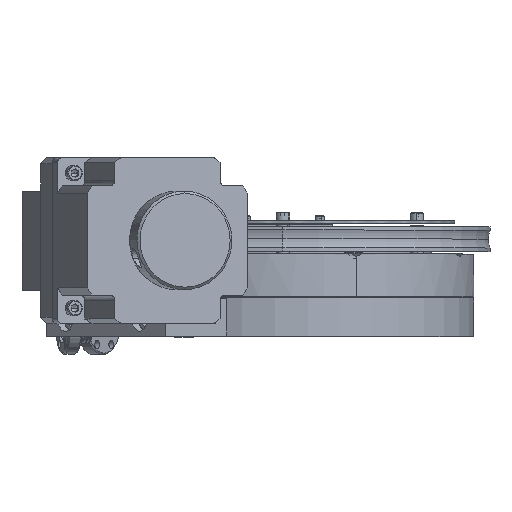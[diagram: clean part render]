
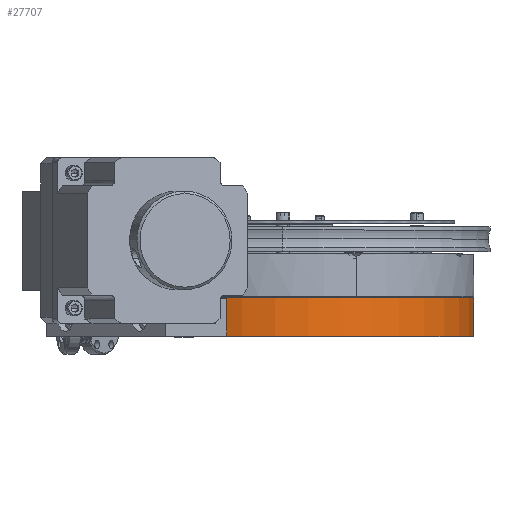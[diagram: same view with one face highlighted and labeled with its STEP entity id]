
A CAD part, top view. The second image highlights one B-rep face of the part: STEP entity #27707.
In plain terms, the highlighted cylindrical face has radius 98.425 mm (diameter 196.85 mm), a partial arc.
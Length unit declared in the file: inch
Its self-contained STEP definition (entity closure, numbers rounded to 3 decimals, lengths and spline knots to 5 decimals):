
#6918 = CIRCLE ( 'NONE', #98747, 3.875 ) ;
#6927 = LINE ( 'NONE', #7853, #6928 ) ;
#6928 = VECTOR ( 'NONE', #7855, 39.37008 ) ;
#6930 = LINE ( 'NONE', #7859, #6931 ) ;
#6931 = VECTOR ( 'NONE', #7860, 39.37008 ) ;
#6932 = CIRCLE ( 'NONE', #98755, 3.875 ) ;
#7828 = CARTESIAN_POINT ( 'NONE',  ( 0., 0.78, 0. ) ) ;
#7832 = DIRECTION ( 'NONE',  ( 0., 1., 0. ) ) ;
#7833 = DIRECTION ( 'NONE',  ( -0.383, 0., 0.924 ) ) ;
#7853 = CARTESIAN_POINT ( 'NONE',  ( 1.4829, 0., -3.58003 ) ) ;
#7854 = CARTESIAN_POINT ( 'NONE',  ( 0., 0., 0. ) ) ;
#7855 = DIRECTION ( 'NONE',  ( 0., 1., 0. ) ) ;
#7856 = DIRECTION ( 'NONE',  ( 0., 1., 0. ) ) ;
#7857 = DIRECTION ( 'NONE',  ( -0.383, 0., 0.924 ) ) ;
#7859 = CARTESIAN_POINT ( 'NONE',  ( -1.4829, 0., 3.58003 ) ) ;
#7860 = DIRECTION ( 'NONE',  ( 0., 1., 0. ) ) ;
#16102 = CARTESIAN_POINT ( 'NONE',  ( -1.4829, 0., 3.58003 ) ) ;
#16103 = CARTESIAN_POINT ( 'NONE',  ( 1.4829, 0., -3.58003 ) ) ;
#16104 = CARTESIAN_POINT ( 'NONE',  ( 1.4829, 0.78, -3.58003 ) ) ;
#16105 = CARTESIAN_POINT ( 'NONE',  ( -1.4829, 0.78, 3.58003 ) ) ;
#27707 = ADVANCED_FACE ( 'NONE', ( #102989 ), #102991, .T. ) ;
#38455 = EDGE_CURVE ( 'NONE', #40688, #40687, #6918, .T. ) ;
#38484 = EDGE_CURVE ( 'NONE', #40686, #40687, #6927, .T. ) ;
#38488 = EDGE_CURVE ( 'NONE', #40685, #40686, #6932, .T. ) ;
#38492 = EDGE_CURVE ( 'NONE', #40685, #40688, #6930, .T. ) ;
#40685 = VERTEX_POINT ( 'NONE', #16102 ) ;
#40686 = VERTEX_POINT ( 'NONE', #16103 ) ;
#40687 = VERTEX_POINT ( 'NONE', #16104 ) ;
#40688 = VERTEX_POINT ( 'NONE', #16105 ) ;
#49328 = EDGE_LOOP ( 'NONE', ( #87881, #87883, #87885, #87886 ) ) ;
#87881 = ORIENTED_EDGE ( 'NONE', *, *, #38488, .T. ) ;
#87883 = ORIENTED_EDGE ( 'NONE', *, *, #38484, .T. ) ;
#87885 = ORIENTED_EDGE ( 'NONE', *, *, #38455, .F. ) ;
#87886 = ORIENTED_EDGE ( 'NONE', *, *, #38492, .F. ) ;
#98012 = AXIS2_PLACEMENT_3D ( 'NONE', #101900, #101891, #101890 ) ;
#98747 = AXIS2_PLACEMENT_3D ( 'NONE', #7828, #7832, #7833 ) ;
#98755 = AXIS2_PLACEMENT_3D ( 'NONE', #7854, #7856, #7857 ) ;
#101890 = DIRECTION ( 'NONE',  ( -0.383, 0., 0.924 ) ) ;
#101891 = DIRECTION ( 'NONE',  ( 0., 1., 0. ) ) ;
#101900 = CARTESIAN_POINT ( 'NONE',  ( 0., 0., 0. ) ) ;
#102989 = FACE_OUTER_BOUND ( 'NONE', #49328, .T. ) ;
#102991 = CYLINDRICAL_SURFACE ( 'NONE', #98012, 3.875 ) ;
